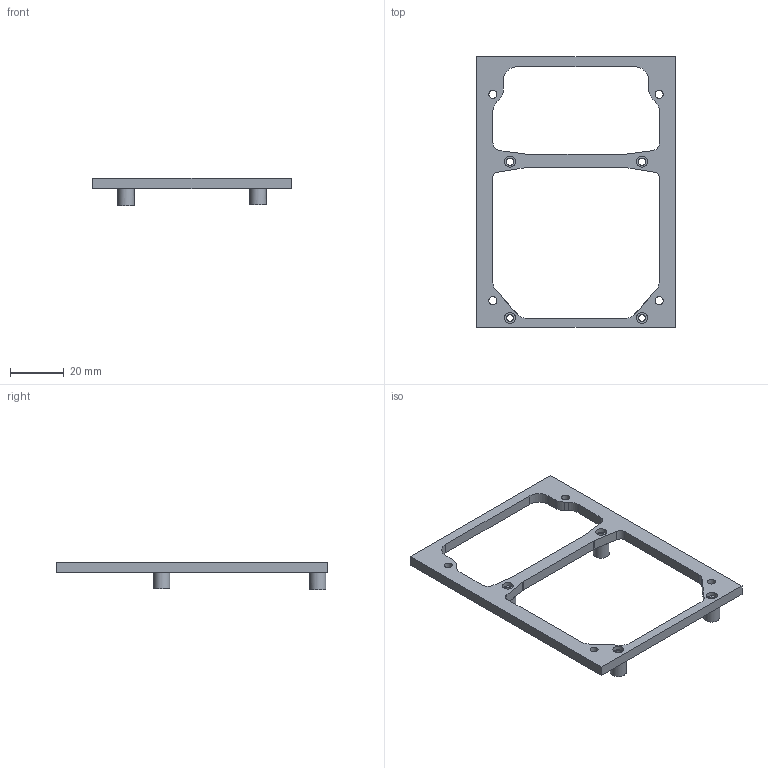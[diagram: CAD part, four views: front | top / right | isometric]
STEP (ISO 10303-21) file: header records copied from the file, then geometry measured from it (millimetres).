
FILE_DESCRIPTION(/* description */ (''),/* implementation_level */ '2;1');
FILE_NAME(/* name */ 'pi_ssd_mount.step',/* time_stamp */ '2023-11-26T11:18:32-05:00',/* author */ (''),/* organization */ (''),/* preprocessor_version */ 'ST-DEVELOPER v20',/* originating_system */ 'Autodesk Translation Framework v12.14.0.127',/* authorisation */ '');
FILE_SCHEMA (('AUTOMOTIVE_DESIGN { 1 0 10303 214 3 1 1 }'));
Length unit declared in the file: millimetre
Products named in the file (2): component_pi; pi_ssd_mount
Assembly tree (1 placements, depth 2):
  component_pi
    pi_ssd_mount
Bounding box: 73.85 x 100.5 x 10.15 mm (x, y, z)
Volume: 8956.6 mm3; surface area: 8208 mm2
Topology: 1 solids, 1 shells, 73 faces, 185 edges, 122 vertices
Faces by surface type: plane 37, cylinder 36
Full cylindrical faces by diameter (mm): 2.5 x2, 2.7 x4, 3 x4, 4.1 x4, 6 x4
Entity records: 2318 total; most frequent: DIRECTION 415, CARTESIAN_POINT 383, ORIENTED_EDGE 370, EDGE_CURVE 185, AXIS2_PLACEMENT_3D 154, VERTEX_POINT 122, LINE 107, VECTOR 107
